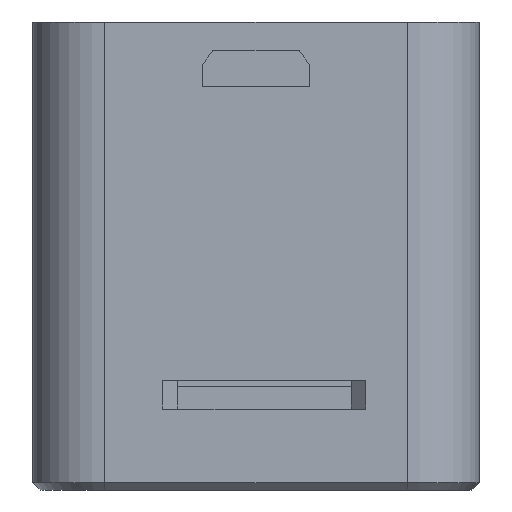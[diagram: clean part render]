
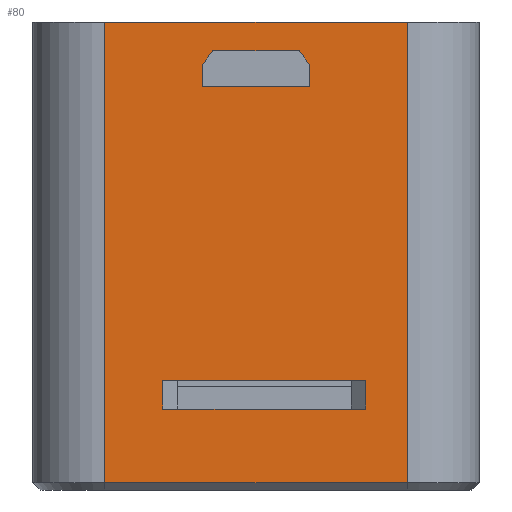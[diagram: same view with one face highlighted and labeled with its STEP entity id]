
A CAD part, front view. The second image highlights one B-rep face of the part: STEP entity #80.
In plain terms, the highlighted planar face has unit normal (0, -1, 0).
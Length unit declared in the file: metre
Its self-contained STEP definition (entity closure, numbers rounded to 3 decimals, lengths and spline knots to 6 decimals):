
#80 = ADVANCED_FACE( '', ( #206, #207, #208 ), #209, .T. );
#206 = FACE_OUTER_BOUND( '', #389, .T. );
#207 = FACE_BOUND( '', #390, .T. );
#208 = FACE_BOUND( '', #391, .T. );
#209 = PLANE( '', #392 );
#389 = EDGE_LOOP( '', ( #705, #706, #707, #708 ) );
#390 = EDGE_LOOP( '', ( #709, #710, #711, #712 ) );
#391 = EDGE_LOOP( '', ( #713, #714, #715, #716, #717, #718 ) );
#392 = AXIS2_PLACEMENT_3D( '', #719, #720, #721 );
#705 = ORIENTED_EDGE( '', *, *, #1174, .T. );
#706 = ORIENTED_EDGE( '', *, *, #1175, .T. );
#707 = ORIENTED_EDGE( '', *, *, #1176, .F. );
#708 = ORIENTED_EDGE( '', *, *, #1177, .T. );
#709 = ORIENTED_EDGE( '', *, *, #1178, .T. );
#710 = ORIENTED_EDGE( '', *, *, #1179, .T. );
#711 = ORIENTED_EDGE( '', *, *, #1180, .T. );
#712 = ORIENTED_EDGE( '', *, *, #1181, .F. );
#713 = ORIENTED_EDGE( '', *, *, #1182, .T. );
#714 = ORIENTED_EDGE( '', *, *, #1183, .T. );
#715 = ORIENTED_EDGE( '', *, *, #1184, .F. );
#716 = ORIENTED_EDGE( '', *, *, #1185, .T. );
#717 = ORIENTED_EDGE( '', *, *, #1172, .T. );
#718 = ORIENTED_EDGE( '', *, *, #1186, .T. );
#719 = CARTESIAN_POINT( '', ( 0., 0.0077, 0.011 ) );
#720 = DIRECTION( '', ( 0., -1., 0. ) );
#721 = DIRECTION( '', ( -1., 0., 0. ) );
#1172 = EDGE_CURVE( '', #1354, #1359, #1361, .T. );
#1174 = EDGE_CURVE( '', #1363, #1364, #1365, .T. );
#1175 = EDGE_CURVE( '', #1364, #1366, #1367, .T. );
#1176 = EDGE_CURVE( '', #1368, #1366, #1369, .T. );
#1177 = EDGE_CURVE( '', #1368, #1363, #1370, .T. );
#1178 = EDGE_CURVE( '', #1371, #1372, #1373, .T. );
#1179 = EDGE_CURVE( '', #1372, #1374, #1375, .T. );
#1180 = EDGE_CURVE( '', #1374, #1376, #1377, .T. );
#1181 = EDGE_CURVE( '', #1371, #1376, #1378, .T. );
#1182 = EDGE_CURVE( '', #1379, #1380, #1381, .T. );
#1183 = EDGE_CURVE( '', #1380, #1382, #1383, .T. );
#1184 = EDGE_CURVE( '', #1384, #1382, #1385, .T. );
#1185 = EDGE_CURVE( '', #1384, #1354, #1386, .T. );
#1186 = EDGE_CURVE( '', #1359, #1379, #1387, .T. );
#1354 = VERTEX_POINT( '', #1624 );
#1359 = VERTEX_POINT( '', #1631 );
#1361 = LINE( '', #1634, #1635 );
#1363 = VERTEX_POINT( '', #1637 );
#1364 = VERTEX_POINT( '', #1638 );
#1365 = LINE( '', #1639, #1640 );
#1366 = VERTEX_POINT( '', #1641 );
#1367 = LINE( '', #1642, #1643 );
#1368 = VERTEX_POINT( '', #1644 );
#1369 = LINE( '', #1645, #1646 );
#1370 = LINE( '', #1647, #1648 );
#1371 = VERTEX_POINT( '', #1649 );
#1372 = VERTEX_POINT( '', #1650 );
#1373 = LINE( '', #1651, #1652 );
#1374 = VERTEX_POINT( '', #1653 );
#1375 = LINE( '', #1654, #1655 );
#1376 = VERTEX_POINT( '', #1656 );
#1377 = LINE( '', #1657, #1658 );
#1378 = LINE( '', #1659, #1660 );
#1379 = VERTEX_POINT( '', #1661 );
#1380 = VERTEX_POINT( '', #1662 );
#1381 = LINE( '', #1663, #1664 );
#1382 = VERTEX_POINT( '', #1665 );
#1383 = LINE( '', #1666, #1667 );
#1384 = VERTEX_POINT( '', #1668 );
#1385 = LINE( '', #1669, #1670 );
#1386 = LINE( '', #1671, #1672 );
#1387 = LINE( '', #1673, #1674 );
#1624 = CARTESIAN_POINT( '', ( -0.003, 0.0077, 0.009 ) );
#1631 = CARTESIAN_POINT( '', ( 0.003, 0.0077, 0.009 ) );
#1634 = CARTESIAN_POINT( '', ( 0., 0.0077, 0.009 ) );
#1635 = VECTOR( '', #2128, 1. );
#1637 = CARTESIAN_POINT( '', ( -0.0105, 0.0077, 0.011 ) );
#1638 = CARTESIAN_POINT( '', ( -0.0105, 0.0077, -0.021 ) );
#1639 = CARTESIAN_POINT( '', ( -0.0105, 0.0077, 0.011 ) );
#1640 = VECTOR( '', #2129, 1. );
#1641 = CARTESIAN_POINT( '', ( 0.0105, 0.0077, -0.021 ) );
#1642 = CARTESIAN_POINT( '', ( 0.0105, 0.0077, -0.021 ) );
#1643 = VECTOR( '', #2130, 1. );
#1644 = CARTESIAN_POINT( '', ( 0.0105, 0.0077, 0.011 ) );
#1645 = CARTESIAN_POINT( '', ( 0.0105, 0.0077, 0.011 ) );
#1646 = VECTOR( '', #2131, 1. );
#1647 = CARTESIAN_POINT( '', ( 0., 0.0077, 0.011 ) );
#1648 = VECTOR( '', #2132, 1. );
#1649 = CARTESIAN_POINT( '', ( 0.007615, 0.0077, -0.013883 ) );
#1650 = CARTESIAN_POINT( '', ( 0.007615, 0.0077, -0.015883 ) );
#1651 = CARTESIAN_POINT( '', ( 0.007615, 0.0077, 0.011 ) );
#1652 = VECTOR( '', #2133, 1. );
#1653 = CARTESIAN_POINT( '', ( -0.006474, 0.0077, -0.015883 ) );
#1654 = CARTESIAN_POINT( '', ( 0., 0.0077, -0.015883 ) );
#1655 = VECTOR( '', #2134, 1. );
#1656 = CARTESIAN_POINT( '', ( -0.006474, 0.0077, -0.013883 ) );
#1657 = CARTESIAN_POINT( '', ( -0.006474, 0.0077, -0.013883 ) );
#1658 = VECTOR( '', #2135, 1. );
#1659 = CARTESIAN_POINT( '', ( 0., 0.0077, -0.013883 ) );
#1660 = VECTOR( '', #2136, 1. );
#1661 = CARTESIAN_POINT( '', ( 0.00375, 0.0077, 0.008 ) );
#1662 = CARTESIAN_POINT( '', ( 0.00375, 0.0077, 0.0065 ) );
#1663 = CARTESIAN_POINT( '', ( 0.00375, 0.0077, 0.011 ) );
#1664 = VECTOR( '', #2137, 1. );
#1665 = CARTESIAN_POINT( '', ( -0.00375, 0.0077, 0.0065 ) );
#1666 = CARTESIAN_POINT( '', ( 0., 0.0077, 0.0065 ) );
#1667 = VECTOR( '', #2138, 1. );
#1668 = CARTESIAN_POINT( '', ( -0.00375, 0.0077, 0.008 ) );
#1669 = CARTESIAN_POINT( '', ( -0.00375, 0.0077, 0.011 ) );
#1670 = VECTOR( '', #2139, 1. );
#1671 = CARTESIAN_POINT( '', ( -0.00096, 0.0077, 0.01172 ) );
#1672 = VECTOR( '', #2140, 1. );
#1673 = CARTESIAN_POINT( '', ( 0.00096, 0.0077, 0.01172 ) );
#1674 = VECTOR( '', #2141, 1. );
#2128 = DIRECTION( '', ( 1., 0., 0. ) );
#2129 = DIRECTION( '', ( 0., 0., -1. ) );
#2130 = DIRECTION( '', ( 1., 0., 0. ) );
#2131 = DIRECTION( '', ( 0., 0., -1. ) );
#2132 = DIRECTION( '', ( -1., 0., 0. ) );
#2133 = DIRECTION( '', ( 0., 0., -1. ) );
#2134 = DIRECTION( '', ( -1., 0., 0. ) );
#2135 = DIRECTION( '', ( 0., 0., 1. ) );
#2136 = DIRECTION( '', ( -1., 0., 0. ) );
#2137 = DIRECTION( '', ( 0., 0., -1. ) );
#2138 = DIRECTION( '', ( -1., 0., 0. ) );
#2139 = DIRECTION( '', ( 0., 0., -1. ) );
#2140 = DIRECTION( '', ( 0.6, 0., 0.8 ) );
#2141 = DIRECTION( '', ( 0.6, 0., -0.8 ) );
